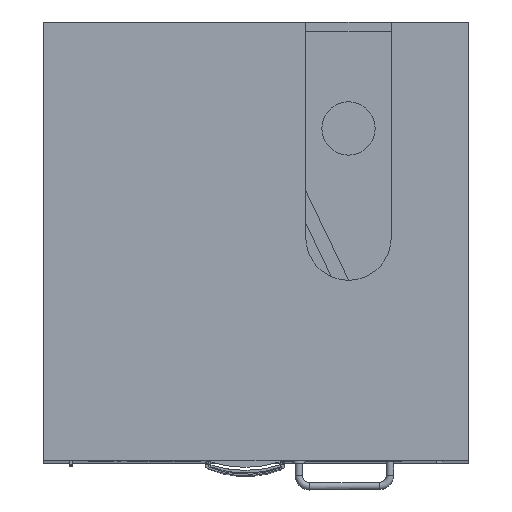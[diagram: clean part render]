
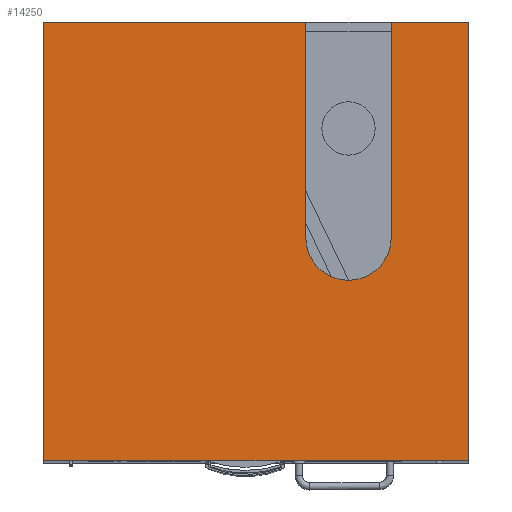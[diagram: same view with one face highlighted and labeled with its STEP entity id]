
A CAD part, top view. The second image highlights one B-rep face of the part: STEP entity #14250.
In plain terms, the highlighted planar face has unit normal (0, 0, 1).
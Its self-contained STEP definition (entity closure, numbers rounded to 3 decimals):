
#645=PLANE('',#15177);
#1223=FACE_OUTER_BOUND('',#2023,.T.);
#2023=EDGE_LOOP('',(#9561,#9562,#9563,#9564,#9565,#9566,#9567,#9568));
#3014=LINE('',#19309,#4531);
#3015=LINE('',#19313,#4532);
#3016=LINE('',#19315,#4533);
#3017=LINE('',#19317,#4534);
#3018=LINE('',#19319,#4535);
#3019=LINE('',#19321,#4536);
#3020=LINE('',#19322,#4537);
#4531=VECTOR('',#16117,10.);
#4532=VECTOR('',#16120,10.);
#4533=VECTOR('',#16121,10.);
#4534=VECTOR('',#16122,10.);
#4535=VECTOR('',#16123,10.);
#4536=VECTOR('',#16124,10.);
#4537=VECTOR('',#16125,10.);
#6006=CIRCLE('',#15178,60.);
#6211=VERTEX_POINT('',#19307);
#6212=VERTEX_POINT('',#19308);
#6213=VERTEX_POINT('',#19310);
#6214=VERTEX_POINT('',#19312);
#6215=VERTEX_POINT('',#19314);
#6216=VERTEX_POINT('',#19316);
#6217=VERTEX_POINT('',#19318);
#6218=VERTEX_POINT('',#19320);
#7552=EDGE_CURVE('',#6211,#6212,#3014,.T.);
#7553=EDGE_CURVE('',#6212,#6213,#6006,.T.);
#7554=EDGE_CURVE('',#6213,#6214,#3015,.T.);
#7555=EDGE_CURVE('',#6214,#6215,#3016,.T.);
#7556=EDGE_CURVE('',#6215,#6216,#3017,.T.);
#7557=EDGE_CURVE('',#6216,#6217,#3018,.T.);
#7558=EDGE_CURVE('',#6217,#6218,#3019,.T.);
#7559=EDGE_CURVE('',#6218,#6211,#3020,.T.);
#9561=ORIENTED_EDGE('',*,*,#7552,.T.);
#9562=ORIENTED_EDGE('',*,*,#7553,.T.);
#9563=ORIENTED_EDGE('',*,*,#7554,.T.);
#9564=ORIENTED_EDGE('',*,*,#7555,.T.);
#9565=ORIENTED_EDGE('',*,*,#7556,.T.);
#9566=ORIENTED_EDGE('',*,*,#7557,.T.);
#9567=ORIENTED_EDGE('',*,*,#7558,.T.);
#9568=ORIENTED_EDGE('',*,*,#7559,.T.);
#14250=ADVANCED_FACE('',(#1223),#645,.T.);
#15177=AXIS2_PLACEMENT_3D('',#19306,#16115,#16116);
#15178=AXIS2_PLACEMENT_3D('',#19311,#16118,#16119);
#16115=DIRECTION('center_axis',(0.,0.,1.));
#16116=DIRECTION('ref_axis',(1.,0.,0.));
#16117=DIRECTION('',(0.,-1.,0.));
#16118=DIRECTION('center_axis',(0.,0.,-1.));
#16119=DIRECTION('ref_axis',(-1.,0.,0.));
#16120=DIRECTION('',(0.,1.,0.));
#16121=DIRECTION('',(-1.,0.,0.));
#16122=DIRECTION('',(0.,-1.,0.));
#16123=DIRECTION('',(1.,0.,0.));
#16124=DIRECTION('',(0.,1.,0.));
#16125=DIRECTION('',(-1.,0.,0.));
#19306=CARTESIAN_POINT('Origin',(0.,0.,
984.));
#19307=CARTESIAN_POINT('',(190.,308.25,984.));
#19308=CARTESIAN_POINT('',(190.,5.25,984.));
#19309=CARTESIAN_POINT('',(190.,147.25,984.));
#19310=CARTESIAN_POINT('',(70.,5.25,984.));
#19311=CARTESIAN_POINT('Origin',(130.,5.25,984.));
#19312=CARTESIAN_POINT('',(70.,308.25,984.));
#19313=CARTESIAN_POINT('',(70.,147.25,984.));
#19314=CARTESIAN_POINT('',(-298.25,308.25,984.));
#19315=CARTESIAN_POINT('',(298.25,308.25,984.));
#19316=CARTESIAN_POINT('',(-298.25,-308.25,984.));
#19317=CARTESIAN_POINT('',(-298.25,308.25,984.));
#19318=CARTESIAN_POINT('',(298.25,-308.25,984.));
#19319=CARTESIAN_POINT('',(-298.25,-308.25,984.));
#19320=CARTESIAN_POINT('',(298.25,308.25,984.));
#19321=CARTESIAN_POINT('',(298.25,-308.25,984.));
#19322=CARTESIAN_POINT('',(298.25,308.25,984.));
